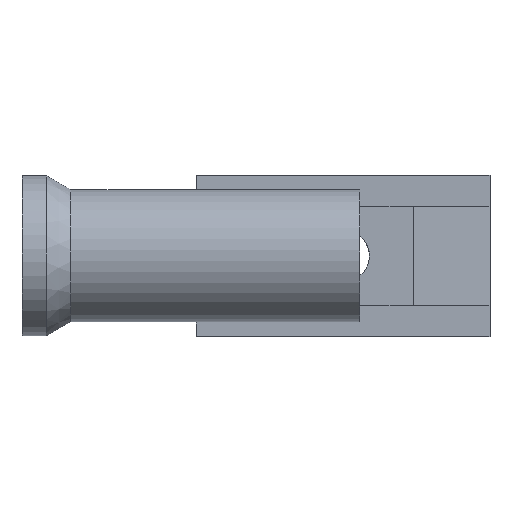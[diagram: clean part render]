
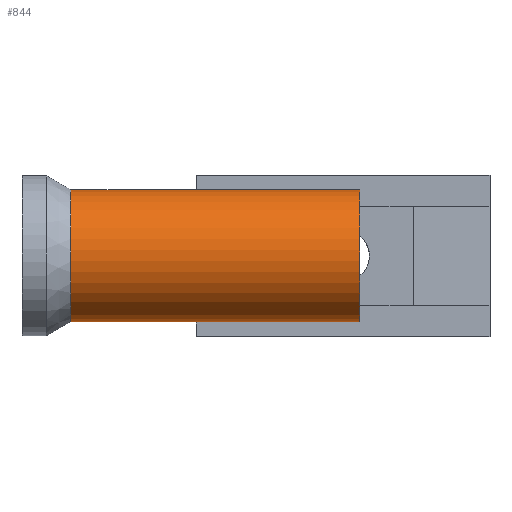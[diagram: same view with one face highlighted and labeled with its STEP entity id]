
A CAD part, top view. The second image highlights one B-rep face of the part: STEP entity #844.
In plain terms, the highlighted cylindrical face has radius 4.05 mm (diameter 8.1 mm), a partial arc.
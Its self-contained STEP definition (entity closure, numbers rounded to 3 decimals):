
#694=CARTESIAN_POINT('',(1.,3.728,8.868));
#695=VERTEX_POINT('',#694);
#702=CARTESIAN_POINT('',(1.,-3.728,8.868));
#703=VERTEX_POINT('',#702);
#704=CARTESIAN_POINT('',(1.,0.,10.45));
#705=DIRECTION('',(1.0,0.0,0.0));
#706=DIRECTION('',(0.0,-1.0,0.0));
#707=AXIS2_PLACEMENT_3D('',#704,#705,#706);
#708=CIRCLE('',#707,4.05);
#709=EDGE_CURVE('',#695,#703,#708,.T.);
#813=CARTESIAN_POINT('',(51.97,0.,10.45));
#814=DIRECTION('',(-1.0,0.,0.0));
#815=DIRECTION('',(0.0,-1.0,0.0));
#816=AXIS2_PLACEMENT_3D('',#813,#814,#815);
#817=CYLINDRICAL_SURFACE('',#816,4.05);
#818=ORIENTED_EDGE('',*,*,#709,.F.);
#819=CARTESIAN_POINT('',(-16.7,3.728,8.868));
#820=VERTEX_POINT('',#819);
#821=CARTESIAN_POINT('',(1.,3.728,8.868));
#822=DIRECTION('',(-1.0,0.0,0.0));
#823=VECTOR('',#822,17.7);
#824=LINE('',#821,#823);
#825=EDGE_CURVE('',#695,#820,#824,.T.);
#826=ORIENTED_EDGE('',*,*,#825,.T.);
#827=CARTESIAN_POINT('',(-16.7,-3.728,8.868));
#828=VERTEX_POINT('',#827);
#829=CARTESIAN_POINT('',(-16.7,0.,10.45));
#830=DIRECTION('',(-1.0,0.0,0.0));
#831=DIRECTION('',(0.0,0.0,1.0));
#832=AXIS2_PLACEMENT_3D('',#829,#830,#831);
#833=CIRCLE('',#832,4.05);
#834=EDGE_CURVE('',#828,#820,#833,.T.);
#835=ORIENTED_EDGE('',*,*,#834,.F.);
#836=CARTESIAN_POINT('',(1.,-3.728,8.868));
#837=DIRECTION('',(-1.0,0.0,0.0));
#838=VECTOR('',#837,17.7);
#839=LINE('',#836,#838);
#840=EDGE_CURVE('',#703,#828,#839,.T.);
#841=ORIENTED_EDGE('',*,*,#840,.F.);
#842=EDGE_LOOP('',(#818,#826,#835,#841));
#843=FACE_OUTER_BOUND('',#842,.T.);
#844=ADVANCED_FACE('',(#843),#817,.T.);
